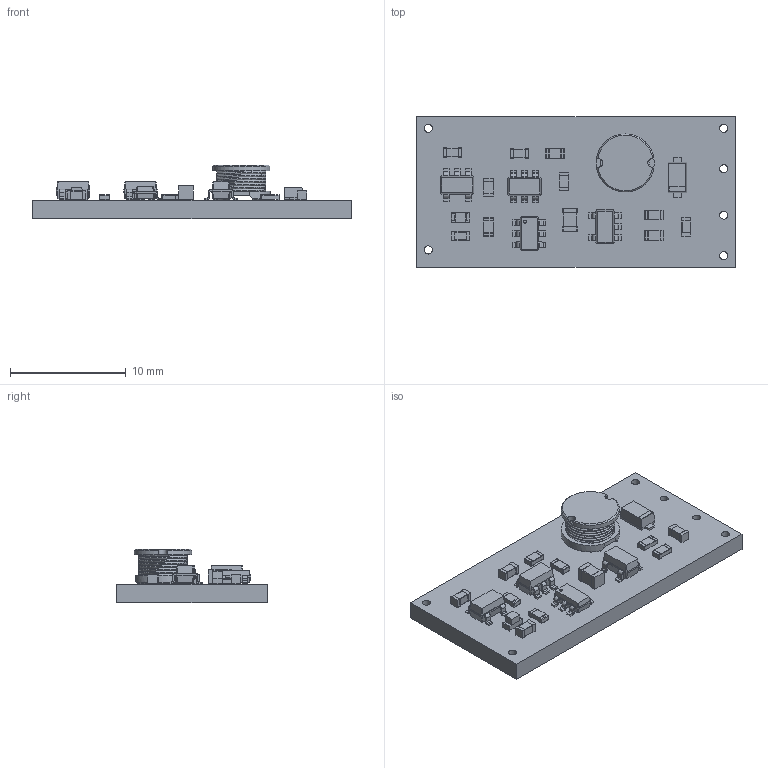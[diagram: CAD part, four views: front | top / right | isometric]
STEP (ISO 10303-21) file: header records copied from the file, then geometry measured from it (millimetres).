
FILE_DESCRIPTION(('KiCad electronic assembly'),'2;1');
FILE_NAME('cargadorDeBateriasLitIon.step','2020-11-15T18:20:08',( 'An Author'),('A Company'),'Open CASCADE STEP processor 6.9', 'KiCad to STEP converter','Unknown');
FILE_SCHEMA(('AUTOMOTIVE_DESIGN { 1 0 10303 214 1 1 1 1 }'));
Length unit declared in the file: millimetre
Products named in the file (20): Open CASCADE STEP translator 6.9 1; C_0603_1608Metric; SOLID; SOT-23-6; SOT-23-5; R_0603_1608Metric; sdr0503; D_SOD-123F; C_0805_2012Metric; SuperSOT-6; LED_0603_1608Metric; COMPOUND
Assembly tree (28 placements, depth 3):
  Open CASCADE STEP translator 6.9 1
    C_0603_1608Metric  x4
      SOLID
    SOT-23-6
      SOLID
    SOT-23-5  x2
      SOLID
    R_0603_1608Metric  x6
      SOLID
    sdr0503
      SOLID
    D_SOD-123F
      SOLID
    C_0805_2012Metric
      SOLID
    SuperSOT-6
      SOLID
    LED_0603_1608Metric
      SOLID
    COMPOUND
Bounding box: 27.5 x 13 x 4.65 mm (x, y, z)
Volume: 633.3 mm3; surface area: 1222.3 mm2
Topology: 19 solids, 19 shells, 890 faces, 2280 edges, 1440 vertices
Faces by surface type: plane 533, cylinder 218, bspline 134, cone 5
Full cylindrical faces by diameter (mm): 0.25 x1, 0.7 x6
Entity records: 46545 total; most frequent: CARTESIAN_POINT 14099, DIRECTION 5057, LINE 3416, VECTOR 3416, ORIENTED_EDGE 2894, PCURVE 2894, DEFINITIONAL_REPRESENTATION 2894, EDGE_CURVE 1447
